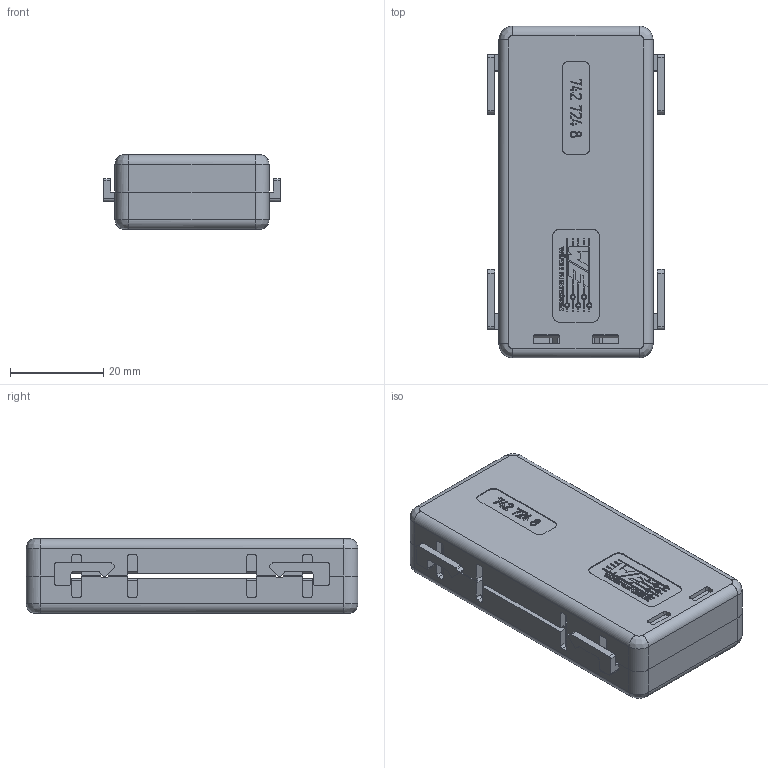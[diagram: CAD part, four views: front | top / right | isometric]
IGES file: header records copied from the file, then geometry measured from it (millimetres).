
Start section: Comment
Global section: file name: 7427248.igs; native system:  By UGS Corp.; preprocessor: XPlus GENERIC/IGES 3.0; author: Author; organization: Title; date: 20080707.133128; units: inch
Bounding box: 38 x 71.3 x 16 mm (x, y, z)
Surface area: 25210.5 mm2 (no closed solid volume)
Topology: 0 solids, 0 shells, 1024 faces, 5944 edges, 5928 vertices
Faces by surface type: bspline 1024
